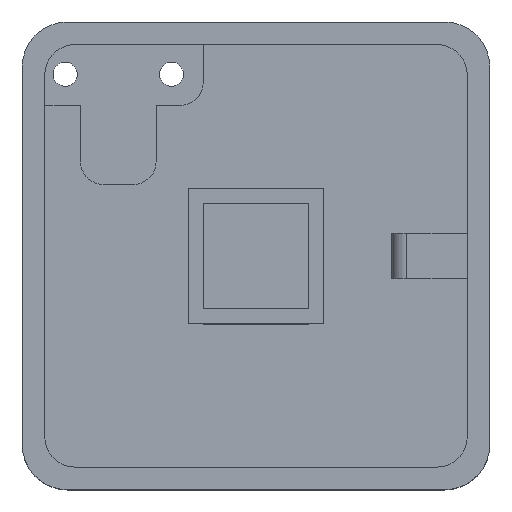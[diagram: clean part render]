
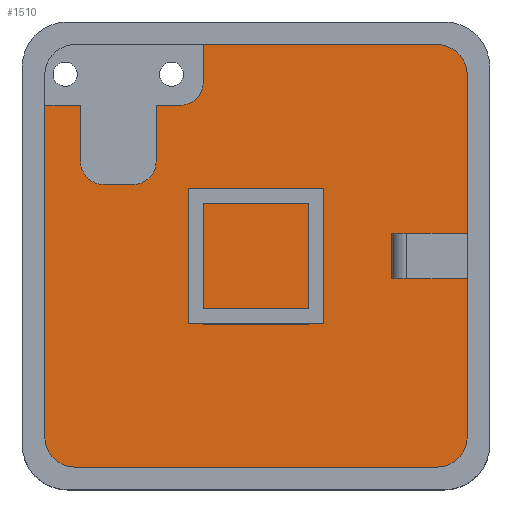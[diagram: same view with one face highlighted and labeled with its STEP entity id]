
A CAD part, top view. The second image highlights one B-rep face of the part: STEP entity #1510.
In plain terms, the highlighted planar face has unit normal (0, 0, 1).
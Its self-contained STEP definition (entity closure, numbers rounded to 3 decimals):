
#42=CIRCLE('',#1611,3.);
#43=CIRCLE('',#1612,3.);
#44=CIRCLE('',#1613,3.);
#97=FACE_BOUND('',#228,.T.);
#139=FACE_OUTER_BOUND('',#227,.T.);
#227=EDGE_LOOP('',(#1151,#1152,#1153,#1154,#1155,#1156,#1157,#1158,#1159,
#1160,#1161,#1162,#1163));
#228=EDGE_LOOP('',(#1164,#1165,#1166,#1167));
#352=LINE('',#2248,#521);
#356=LINE('',#2256,#525);
#368=LINE('',#2288,#537);
#371=LINE('',#2292,#540);
#372=LINE('',#2296,#541);
#373=LINE('',#2298,#542);
#374=LINE('',#2300,#543);
#375=LINE('',#2304,#544);
#376=LINE('',#2306,#545);
#377=LINE('',#2310,#546);
#378=LINE('',#2314,#547);
#379=LINE('',#2316,#548);
#380=LINE('',#2318,#549);
#381=LINE('',#2319,#550);
#521=VECTOR('',#1808,10.);
#525=VECTOR('',#1814,10.);
#537=VECTOR('',#1844,10.);
#540=VECTOR('',#1849,10.);
#541=VECTOR('',#1852,10.);
#542=VECTOR('',#1853,10.);
#543=VECTOR('',#1854,10.);
#544=VECTOR('',#1857,10.);
#545=VECTOR('',#1858,10.);
#546=VECTOR('',#1861,10.);
#547=VECTOR('',#1864,10.);
#548=VECTOR('',#1865,10.);
#549=VECTOR('',#1866,10.);
#550=VECTOR('',#1867,10.);
#670=VERTEX_POINT('',#2246);
#671=VERTEX_POINT('',#2247);
#674=VERTEX_POINT('',#2255);
#685=VERTEX_POINT('',#2287);
#686=VERTEX_POINT('',#2294);
#687=VERTEX_POINT('',#2295);
#688=VERTEX_POINT('',#2297);
#689=VERTEX_POINT('',#2299);
#690=VERTEX_POINT('',#2301);
#691=VERTEX_POINT('',#2303);
#692=VERTEX_POINT('',#2305);
#693=VERTEX_POINT('',#2307);
#694=VERTEX_POINT('',#2309);
#695=VERTEX_POINT('',#2311);
#696=VERTEX_POINT('',#2313);
#697=VERTEX_POINT('',#2315);
#698=VERTEX_POINT('',#2317);
#834=EDGE_CURVE('',#670,#671,#352,.T.);
#838=EDGE_CURVE('',#670,#674,#356,.T.);
#854=EDGE_CURVE('',#685,#671,#368,.T.);
#857=EDGE_CURVE('',#674,#685,#371,.T.);
#858=EDGE_CURVE('',#686,#687,#372,.T.);
#859=EDGE_CURVE('',#688,#686,#373,.T.);
#860=EDGE_CURVE('',#688,#689,#374,.T.);
#861=EDGE_CURVE('',#690,#689,#42,.F.);
#862=EDGE_CURVE('',#690,#691,#375,.T.);
#863=EDGE_CURVE('',#691,#692,#376,.T.);
#864=EDGE_CURVE('',#693,#692,#43,.F.);
#865=EDGE_CURVE('',#693,#694,#377,.T.);
#866=EDGE_CURVE('',#695,#694,#44,.F.);
#867=EDGE_CURVE('',#695,#696,#378,.T.);
#868=EDGE_CURVE('',#696,#697,#379,.T.);
#869=EDGE_CURVE('',#698,#697,#380,.T.);
#870=EDGE_CURVE('',#687,#698,#381,.T.);
#1151=ORIENTED_EDGE('',*,*,#858,.F.);
#1152=ORIENTED_EDGE('',*,*,#859,.F.);
#1153=ORIENTED_EDGE('',*,*,#860,.T.);
#1154=ORIENTED_EDGE('',*,*,#861,.F.);
#1155=ORIENTED_EDGE('',*,*,#862,.T.);
#1156=ORIENTED_EDGE('',*,*,#863,.T.);
#1157=ORIENTED_EDGE('',*,*,#864,.F.);
#1158=ORIENTED_EDGE('',*,*,#865,.T.);
#1159=ORIENTED_EDGE('',*,*,#866,.F.);
#1160=ORIENTED_EDGE('',*,*,#867,.T.);
#1161=ORIENTED_EDGE('',*,*,#868,.T.);
#1162=ORIENTED_EDGE('',*,*,#869,.F.);
#1163=ORIENTED_EDGE('',*,*,#870,.F.);
#1164=ORIENTED_EDGE('',*,*,#838,.T.);
#1165=ORIENTED_EDGE('',*,*,#857,.T.);
#1166=ORIENTED_EDGE('',*,*,#854,.T.);
#1167=ORIENTED_EDGE('',*,*,#834,.F.);
#1452=PLANE('',#1610);
#1510=ADVANCED_FACE('',(#139,#97),#1452,.T.);
#1610=AXIS2_PLACEMENT_3D('',#2293,#1850,#1851);
#1611=AXIS2_PLACEMENT_3D('',#2302,#1855,#1856);
#1612=AXIS2_PLACEMENT_3D('',#2308,#1859,#1860);
#1613=AXIS2_PLACEMENT_3D('',#2312,#1862,#1863);
#1808=DIRECTION('',(0.,1.,0.));
#1814=DIRECTION('',(-1.,0.,0.));
#1844=DIRECTION('',(1.,0.,0.));
#1849=DIRECTION('',(0.,1.,0.));
#1850=DIRECTION('center_axis',(0.,0.,1.));
#1851=DIRECTION('ref_axis',(1.,0.,0.));
#1852=DIRECTION('',(0.,-1.,0.));
#1853=DIRECTION('',(1.,0.,0.));
#1854=DIRECTION('',(0.,-1.,0.));
#1855=DIRECTION('center_axis',(0.,0.,-1.));
#1856=DIRECTION('ref_axis',(0.707,-0.707,0.));
#1857=DIRECTION('',(-1.,0.,0.));
#1858=DIRECTION('',(0.,-1.,0.));
#1859=DIRECTION('center_axis',(0.,0.,-1.));
#1860=DIRECTION('ref_axis',(0.707,-0.707,0.));
#1861=DIRECTION('',(-1.,0.,0.));
#1862=DIRECTION('center_axis',(0.,0.,-1.));
#1863=DIRECTION('ref_axis',(-0.707,-0.707,0.));
#1864=DIRECTION('',(0.,1.,0.));
#1865=DIRECTION('',(-1.,0.,0.));
#1866=DIRECTION('',(0.,1.,0.));
#1867=DIRECTION('',(-1.,0.,0.));
#2246=CARTESIAN_POINT('',(-115.,-128.,3.5));
#2247=CARTESIAN_POINT('',(-115.,-122.,3.5));
#2248=CARTESIAN_POINT('',(-115.,-123.5,3.5));
#2255=CARTESIAN_POINT('',(-117.,-128.,3.5));
#2256=CARTESIAN_POINT('',(-135.125,-128.,3.5));
#2287=CARTESIAN_POINT('',(-117.,-122.,3.5));
#2288=CARTESIAN_POINT('',(-130.125,-122.,3.5));
#2292=CARTESIAN_POINT('',(-117.,-108.75,3.5));
#2293=CARTESIAN_POINT('Origin',(-153.25,-95.5,3.5));
#2294=CARTESIAN_POINT('',(-107.,-97.,3.5));
#2295=CARTESIAN_POINT('',(-107.,-153.,3.5));
#2296=CARTESIAN_POINT('',(-107.,-111.,3.5));
#2297=CARTESIAN_POINT('',(-142.,-97.,3.5));
#2298=CARTESIAN_POINT('',(-149.,-97.,3.5));
#2299=CARTESIAN_POINT('',(-142.,-102.,3.5));
#2300=CARTESIAN_POINT('',(-142.,-100.25,3.5));
#2301=CARTESIAN_POINT('',(-145.,-105.,3.5));
#2302=CARTESIAN_POINT('Origin',(-145.,-102.,3.5));
#2303=CARTESIAN_POINT('',(-148.25,-105.,3.5));
#2304=CARTESIAN_POINT('',(-150.75,-105.,3.5));
#2305=CARTESIAN_POINT('',(-148.25,-112.5,3.5));
#2306=CARTESIAN_POINT('',(-148.25,-105.5,3.5));
#2307=CARTESIAN_POINT('',(-151.25,-115.5,3.5));
#2308=CARTESIAN_POINT('Origin',(-151.25,-112.5,3.5));
#2309=CARTESIAN_POINT('',(-155.25,-115.5,3.5));
#2310=CARTESIAN_POINT('',(-155.75,-115.5,3.5));
#2311=CARTESIAN_POINT('',(-158.25,-112.5,3.5));
#2312=CARTESIAN_POINT('Origin',(-155.25,-112.5,3.5));
#2313=CARTESIAN_POINT('',(-158.25,-105.,3.5));
#2314=CARTESIAN_POINT('',(-158.25,-100.25,3.5));
#2315=CARTESIAN_POINT('',(-163.,-105.,3.5));
#2316=CARTESIAN_POINT('',(-158.125,-105.,3.5));
#2317=CARTESIAN_POINT('',(-163.,-153.,3.5));
#2318=CARTESIAN_POINT('',(-163.,-139.,3.5));
#2319=CARTESIAN_POINT('',(-121.,-153.,3.5));
